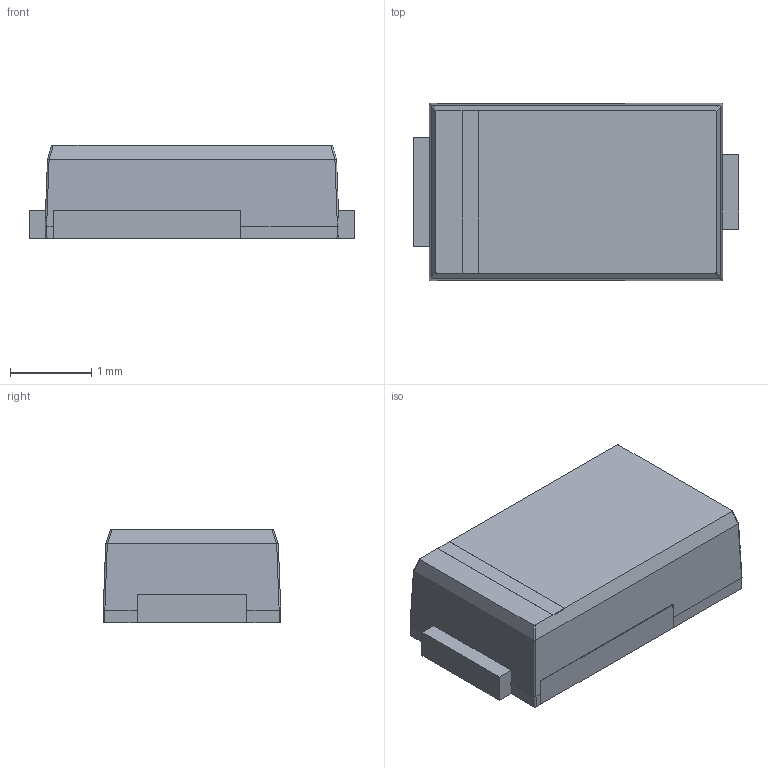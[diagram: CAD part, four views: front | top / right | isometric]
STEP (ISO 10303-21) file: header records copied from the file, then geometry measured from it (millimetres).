
FILE_DESCRIPTION(('FreeCAD Model'),'2;1');
FILE_NAME( 'SMD-D0-220AA.step' ,'2020-06-27T11:39:41',('Author'),(''), 'Open CASCADE STEP processor 7.4','FreeCAD','Unknown');
FILE_SCHEMA(('AUTOMOTIVE_DESIGN { 1 0 10303 214 1 1 1 1 }'));
Length unit declared in the file: millimetre
Products named in the file (5): Sans_nom; Body; Body001; Body002; Body003
Assembly tree (4 placements, depth 2):
  Sans_nom
    Body
    Body001
    Body002
    Body003
Bounding box: 4 x 2.18 x 1.15 mm (x, y, z)
Surface area: 72.2 mm2
Topology: 4 solids, 4 shells, 111 faces, 273 edges, 170 vertices
Faces by surface type: plane 60, bspline 48, cylinder 3
Full cylindrical faces by diameter (mm): 0.4 x3
Entity records: 7192 total; most frequent: CARTESIAN_POINT 1965, DIRECTION 803, LINE 591, VECTOR 591, ORIENTED_EDGE 546, PCURVE 546, DEFINITIONAL_REPRESENTATION 546, EDGE_CURVE 273
